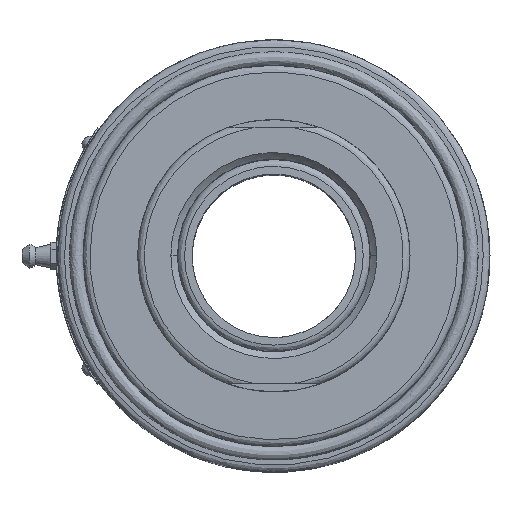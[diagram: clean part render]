
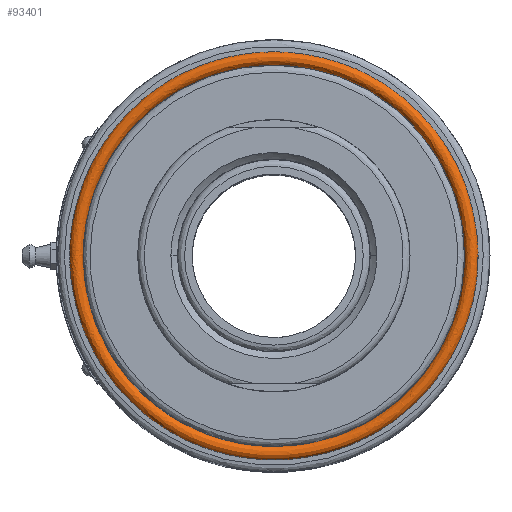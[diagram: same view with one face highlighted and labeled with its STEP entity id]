
A CAD part, top view. The second image highlights one B-rep face of the part: STEP entity #93401.
In plain terms, the highlighted free-form (B-spline) face has degree [3, 3] with [7, 7] control points.
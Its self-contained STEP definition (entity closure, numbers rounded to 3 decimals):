
#805 = EDGE_CURVE ( 'NONE', #27699, #4907, #8986, .T. ) ;
#1894 = CARTESIAN_POINT ( 'NONE',  ( 60.086, -120.19, 80. ) ) ;
#2416 = CARTESIAN_POINT ( 'NONE',  ( -59.414, 0.004, 83.414 ) ) ;
#2928 = CARTESIAN_POINT ( 'NONE',  ( 55.993, -112.003, 82. ) ) ;
#3442 = CARTESIAN_POINT ( 'NONE',  ( 59.414, -0.004, 83.414 ) ) ;
#4907 = VERTEX_POINT ( 'NONE', #24915 ) ;
#6221 = DIRECTION ( 'NONE',  ( 0., 0., -1. ) ) ;
#8986 =( BOUNDED_CURVE ( )  B_SPLINE_CURVE ( 3, ( #48296, #133007, #72641, #133533 ),
 .UNSPECIFIED., .F., .F. ) 
 B_SPLINE_CURVE_WITH_KNOTS ( ( 4, 4 ),
 ( 0., 1. ),
 .UNSPECIFIED. ) 
 CURVE ( )  GEOMETRIC_REPRESENTATION_ITEM ( )  RATIONAL_B_SPLINE_CURVE ( ( 1., 0.333, 0.333, 1. ) ) 
 REPRESENTATION_ITEM ( '' )  );
#11798 = EDGE_LOOP ( 'NONE', ( #33749, #132510 ) ) ;
#14097 = CARTESIAN_POINT ( 'NONE',  ( 58., -0.003, 80. ) ) ;
#14620 = CARTESIAN_POINT ( 'NONE',  ( -59.407, 118.832, 83.414 ) ) ;
#15134 = CARTESIAN_POINT ( 'NONE',  ( 57.934, -0.003, 84.894 ) ) ;
#15441 = EDGE_LOOP ( 'NONE', ( #50941, #37576 ) ) ;
#15648 = CARTESIAN_POINT ( 'NONE',  ( -57.941, -115.865, 84.894 ) ) ;
#16160 = CARTESIAN_POINT ( 'NONE',  ( -60.902, -121.785, 81.934 ) ) ;
#24915 = CARTESIAN_POINT ( 'NONE',  ( 58., 0., 80. ) ) ;
#26251 = CARTESIAN_POINT ( 'NONE',  ( -57.993, 116.003, 80. ) ) ;
#26770 = CARTESIAN_POINT ( 'NONE',  ( 56., -0.003, 84.093 ) ) ;
#27281 = CARTESIAN_POINT ( 'NONE',  ( 56.007, 111.997, 84.093 ) ) ;
#27699 = VERTEX_POINT ( 'NONE', #47847 ) ;
#27716 = DIRECTION ( 'NONE',  ( 0., 0., -1. ) ) ;
#27790 = CARTESIAN_POINT ( 'NONE',  ( -60.086, 120.19, 80. ) ) ;
#28309 = CARTESIAN_POINT ( 'NONE',  ( 60.093, -0.004, 80. ) ) ;
#30392 = CARTESIAN_POINT ( 'NONE',  ( -58.007, -115.997, 80. ) ) ;
#33749 = ORIENTED_EDGE ( 'NONE', *, *, #75012, .T. ) ;
#37576 = ORIENTED_EDGE ( 'NONE', *, *, #65713, .T. ) ;
#47847 = CARTESIAN_POINT ( 'NONE',  ( -58., 0., 80. ) ) ;
#48296 = CARTESIAN_POINT ( 'NONE',  ( -58., 0., 80. ) ) ;
#50579 = CARTESIAN_POINT ( 'NONE',  ( 60.902, 121.785, 81.934 ) ) ;
#50941 = ORIENTED_EDGE ( 'NONE', *, *, #133199, .T. ) ;
#51616 = CARTESIAN_POINT ( 'NONE',  ( 57.934, -0.003, 84.894 ) ) ;
#52644 = CARTESIAN_POINT ( 'NONE',  ( -60.887, 121.793, 81.934 ) ) ;
#63278 = CARTESIAN_POINT ( 'NONE',  ( 56., -0.003, 82. ) ) ;
#63788 = CARTESIAN_POINT ( 'NONE',  ( -56.007, -111.997, 84.093 ) ) ;
#64307 = CARTESIAN_POINT ( 'NONE',  ( -56., 0.003, 82. ) ) ;
#64823 = CARTESIAN_POINT ( 'NONE',  ( 60.894, -0.004, 81.934 ) ) ;
#65713 = EDGE_CURVE ( 'NONE', #112158, #142998, #106086, .T. ) ;
#72641 = CARTESIAN_POINT ( 'NONE',  ( 58., -116., 80. ) ) ;
#74929 = CARTESIAN_POINT ( 'NONE',  ( -60.101, -120.183, 80. ) ) ;
#75012 = EDGE_CURVE ( 'NONE', #4907, #27699, #148454, .T. ) ;
#75952 = CARTESIAN_POINT ( 'NONE',  ( 59.407, -118.832, 83.414 ) ) ;
#76465 = CARTESIAN_POINT ( 'NONE',  ( -59.421, -118.825, 83.414 ) ) ;
#76496 = CARTESIAN_POINT ( 'NONE',  ( 58., 116., 80. ) ) ;
#77034 = FACE_OUTER_BOUND ( 'NONE', #11798, .T. ) ;
#86560 = CARTESIAN_POINT ( 'NONE',  ( 60.093, -0.004, 80. ) ) ;
#87077 = CARTESIAN_POINT ( 'NONE',  ( -55.993, 112.003, 82. ) ) ;
#87593 = CARTESIAN_POINT ( 'NONE',  ( 55.993, -112.003, 84.093 ) ) ;
#88099 = CARTESIAN_POINT ( 'NONE',  ( -60.894, 0.004, 81.934 ) ) ;
#88608 = CARTESIAN_POINT ( 'NONE',  ( -56.007, -111.997, 82. ) ) ;
#89130 = CARTESIAN_POINT ( 'NONE',  ( 58., -0.003, 80. ) ) ;
#93401 = ADVANCED_FACE ( 'NONE', ( #151037, #77034 ), #102690, .T. ) ;
#97832 = CARTESIAN_POINT ( 'NONE',  ( -56., 0., 82. ) ) ;
#98736 = CARTESIAN_POINT ( 'NONE',  ( 58.007, 115.997, 80. ) ) ;
#99256 = CARTESIAN_POINT ( 'NONE',  ( 60.894, -0.004, 81.934 ) ) ;
#99775 = CARTESIAN_POINT ( 'NONE',  ( 57.941, 115.865, 84.894 ) ) ;
#100320 = CARTESIAN_POINT ( 'NONE',  ( -58., 116., 80. ) ) ;
#100801 = CARTESIAN_POINT ( 'NONE',  ( -57.927, 115.871, 84.894 ) ) ;
#102690 =( BOUNDED_SURFACE ( )  B_SPLINE_SURFACE ( 3, 3, ( 
 ( #123639, #136827, #87077, #64307, #88608, #2928, #63278 ),
 ( #26770, #27281, #111964, #123126, #63788, #87593, #149541 ),
 ( #15134, #99775, #100801, #124150, #15648, #112986, #51616 ),
 ( #147486, #148505, #14620, #2416, #76465, #75952, #3442 ),
 ( #64823, #50579, #52644, #88099, #16160, #149018, #99256 ),
 ( #28309, #135287, #27790, #125174, #74929, #1894, #86560 ),
 ( #14097, #98736, #26251, #137876, #30392, #102887, #89130 ) ),
 .UNSPECIFIED., .F., .T., .F. ) 
 B_SPLINE_SURFACE_WITH_KNOTS ( ( 4, 3, 4 ),
 ( 4, 3, 4 ),
 ( 0., 0.5, 1. ),
 ( 0., 0.5, 1. ),
 .UNSPECIFIED. ) 
 GEOMETRIC_REPRESENTATION_ITEM ( )  RATIONAL_B_SPLINE_SURFACE ( (
 ( 1., 0.333, 0.333, 1., 0.333, 0.333, 1.),
 ( 0.588, 0.196, 0.196, 0.588, 0.196, 0.196, 0.588),
 ( 0.588, 0.196, 0.196, 0.588, 0.196, 0.196, 0.588),
 ( 1., 0.333, 0.333, 1., 0.333, 0.333, 1.),
 ( 0.588, 0.196, 0.196, 0.588, 0.196, 0.196, 0.588),
 ( 0.588, 0.196, 0.196, 0.588, 0.196, 0.196, 0.588),
 ( 1., 0.333, 0.333, 1., 0.333, 0.333, 1.) ) ) 
 REPRESENTATION_ITEM ( '' )  SURFACE ( )  );
#102887 = CARTESIAN_POINT ( 'NONE',  ( 57.993, -116.003, 80. ) ) ;
#106086 = CIRCLE ( 'NONE', #113813, 56. ) ;
#107657 = AXIS2_PLACEMENT_3D ( 'NONE', #114203, #6221, #151784 ) ;
#111964 = CARTESIAN_POINT ( 'NONE',  ( -55.993, 112.003, 84.093 ) ) ;
#112158 = VERTEX_POINT ( 'NONE', #97832 ) ;
#112986 = CARTESIAN_POINT ( 'NONE',  ( 57.927, -115.871, 84.894 ) ) ;
#113813 = AXIS2_PLACEMENT_3D ( 'NONE', #124584, #27716, #125620 ) ;
#114203 = CARTESIAN_POINT ( 'NONE',  ( 0., 0., 82. ) ) ;
#115445 = CIRCLE ( 'NONE', #107657, 56. ) ;
#123126 = CARTESIAN_POINT ( 'NONE',  ( -56., 0.003, 84.093 ) ) ;
#123639 = CARTESIAN_POINT ( 'NONE',  ( 56., -0.003, 82. ) ) ;
#124150 = CARTESIAN_POINT ( 'NONE',  ( -57.934, 0.003, 84.894 ) ) ;
#124584 = CARTESIAN_POINT ( 'NONE',  ( 0., 0., 82. ) ) ;
#125174 = CARTESIAN_POINT ( 'NONE',  ( -60.093, 0.004, 80. ) ) ;
#125620 = DIRECTION ( 'NONE',  ( 1., 0., 0. ) ) ;
#132510 = ORIENTED_EDGE ( 'NONE', *, *, #805, .T. ) ;
#133007 = CARTESIAN_POINT ( 'NONE',  ( -58., -116., 80. ) ) ;
#133199 = EDGE_CURVE ( 'NONE', #142998, #112158, #115445, .T. ) ;
#133533 = CARTESIAN_POINT ( 'NONE',  ( 58., 0., 80. ) ) ;
#135287 = CARTESIAN_POINT ( 'NONE',  ( 60.101, 120.183, 80. ) ) ;
#136740 = CARTESIAN_POINT ( 'NONE',  ( 56., 0., 82. ) ) ;
#136827 = CARTESIAN_POINT ( 'NONE',  ( 56.007, 111.997, 82. ) ) ;
#136860 = CARTESIAN_POINT ( 'NONE',  ( -58., 0., 80. ) ) ;
#137876 = CARTESIAN_POINT ( 'NONE',  ( -58., 0.003, 80. ) ) ;
#142998 = VERTEX_POINT ( 'NONE', #136740 ) ;
#147486 = CARTESIAN_POINT ( 'NONE',  ( 59.414, -0.004, 83.414 ) ) ;
#147519 = CARTESIAN_POINT ( 'NONE',  ( 58., 0., 80. ) ) ;
#148454 =( BOUNDED_CURVE ( )  B_SPLINE_CURVE ( 3, ( #147519, #76496, #100320, #136860 ),
 .UNSPECIFIED., .F., .F. ) 
 B_SPLINE_CURVE_WITH_KNOTS ( ( 4, 4 ),
 ( 0., 1. ),
 .UNSPECIFIED. ) 
 CURVE ( )  GEOMETRIC_REPRESENTATION_ITEM ( )  RATIONAL_B_SPLINE_CURVE ( ( 1., 0.333, 0.333, 1. ) ) 
 REPRESENTATION_ITEM ( '' )  );
#148505 = CARTESIAN_POINT ( 'NONE',  ( 59.421, 118.825, 83.414 ) ) ;
#149018 = CARTESIAN_POINT ( 'NONE',  ( 60.887, -121.793, 81.934 ) ) ;
#149541 = CARTESIAN_POINT ( 'NONE',  ( 56., -0.003, 84.093 ) ) ;
#151037 = FACE_OUTER_BOUND ( 'NONE', #15441, .T. ) ;
#151784 = DIRECTION ( 'NONE',  ( -1., 0., 0. ) ) ;
